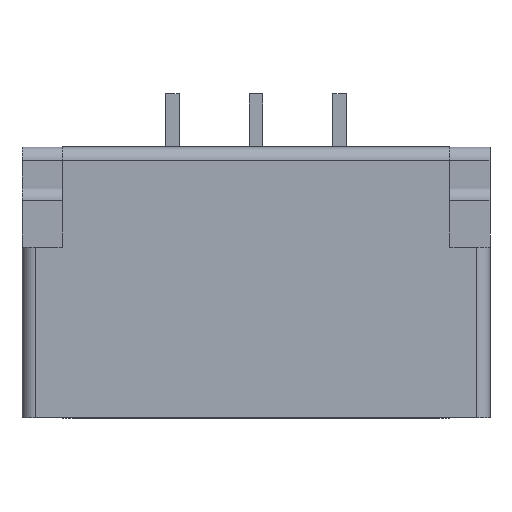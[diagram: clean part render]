
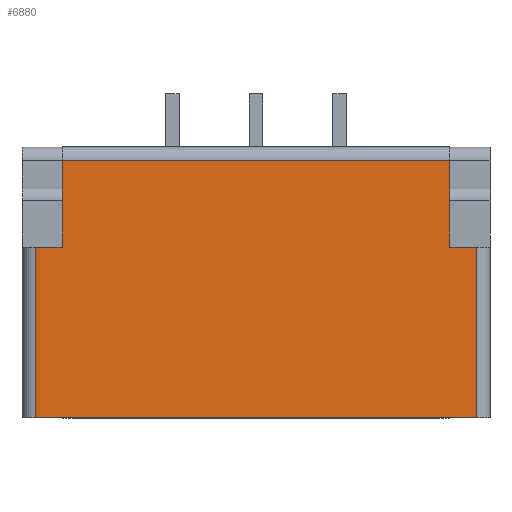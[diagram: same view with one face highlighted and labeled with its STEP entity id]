
A CAD part, top view. The second image highlights one B-rep face of the part: STEP entity #6880.
In plain terms, the highlighted planar face has unit normal (0, 0, 1).
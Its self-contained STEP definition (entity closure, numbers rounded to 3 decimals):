
#35 = DIRECTION ( 'NONE',  ( -1., 0., 0. ) ) ;
#193 = EDGE_CURVE ( 'NONE', #7349, #1167, #5128, .T. ) ;
#225 = ORIENTED_EDGE ( 'NONE', *, *, #3496, .T. ) ;
#311 = ORIENTED_EDGE ( 'NONE', *, *, #193, .F. ) ;
#327 = DIRECTION ( 'NONE',  ( 0., -1., 0. ) ) ;
#402 = DIRECTION ( 'NONE',  ( 0., -1., 0. ) ) ;
#636 = CARTESIAN_POINT ( 'NONE',  ( -2.9, 1.825, 4.25 ) ) ;
#738 = EDGE_CURVE ( 'NONE', #7255, #4437, #5947, .T. ) ;
#878 = LINE ( 'NONE', #9306, #3126 ) ;
#1167 = VERTEX_POINT ( 'NONE', #6487 ) ;
#1390 = VECTOR ( 'NONE', #327, 1000. ) ;
#1408 = EDGE_CURVE ( 'NONE', #1964, #7255, #4770, .T. ) ;
#1479 = VECTOR ( 'NONE', #8180, 1000. ) ;
#1590 = CARTESIAN_POINT ( 'NONE',  ( 3.3, 0.525, 4.25 ) ) ;
#1735 = ORIENTED_EDGE ( 'NONE', *, *, #6644, .T. ) ;
#1761 = CARTESIAN_POINT ( 'NONE',  ( 2.9, 0.525, 4.25 ) ) ;
#1796 = CARTESIAN_POINT ( 'NONE',  ( -2.9, 0.525, 4.25 ) ) ;
#1947 = DIRECTION ( 'NONE',  ( -1., 0., 0. ) ) ;
#1964 = VERTEX_POINT ( 'NONE', #5124 ) ;
#2084 = CARTESIAN_POINT ( 'NONE',  ( -3.5, -2.025, 4.25 ) ) ;
#2445 = VECTOR ( 'NONE', #10283, 1000. ) ;
#2532 = CARTESIAN_POINT ( 'NONE',  ( 0., 0., 4.25 ) ) ;
#2542 = CARTESIAN_POINT ( 'NONE',  ( -3.3, -2.025, 4.25 ) ) ;
#2724 = CARTESIAN_POINT ( 'NONE',  ( -3.3, -2.025, 4.25 ) ) ;
#2787 = VECTOR ( 'NONE', #1947, 1000. ) ;
#3112 = VERTEX_POINT ( 'NONE', #636 ) ;
#3126 = VECTOR ( 'NONE', #35, 1000. ) ;
#3496 = EDGE_CURVE ( 'NONE', #4437, #1167, #7197, .T. ) ;
#3894 = VERTEX_POINT ( 'NONE', #1796 ) ;
#4367 = EDGE_CURVE ( 'NONE', #3894, #1964, #878, .T. ) ;
#4437 = VERTEX_POINT ( 'NONE', #11368 ) ;
#4687 = ORIENTED_EDGE ( 'NONE', *, *, #1408, .T. ) ;
#4770 = LINE ( 'NONE', #2724, #11571 ) ;
#5124 = CARTESIAN_POINT ( 'NONE',  ( -3.3, 0.525, 4.25 ) ) ;
#5128 = LINE ( 'NONE', #9233, #2445 ) ;
#5332 = ORIENTED_EDGE ( 'NONE', *, *, #738, .T. ) ;
#5489 = DIRECTION ( 'NONE',  ( 0., -1., 0. ) ) ;
#5947 = LINE ( 'NONE', #2084, #9544 ) ;
#5974 = CARTESIAN_POINT ( 'NONE',  ( -2.9, 0., 4.25 ) ) ;
#6026 = VERTEX_POINT ( 'NONE', #11542 ) ;
#6334 = ORIENTED_EDGE ( 'NONE', *, *, #10811, .F. ) ;
#6430 = VECTOR ( 'NONE', #402, 1000. ) ;
#6487 = CARTESIAN_POINT ( 'NONE',  ( 3.3, 0.525, 4.25 ) ) ;
#6644 = EDGE_CURVE ( 'NONE', #3112, #3894, #11609, .T. ) ;
#6880 = ADVANCED_FACE ( 'NONE', ( #10876 ), #7963, .T. ) ;
#7157 = DIRECTION ( 'NONE',  ( 1., 0., 0. ) ) ;
#7197 = LINE ( 'NONE', #1590, #1479 ) ;
#7255 = VERTEX_POINT ( 'NONE', #2542 ) ;
#7349 = VERTEX_POINT ( 'NONE', #1761 ) ;
#7606 = EDGE_LOOP ( 'NONE', ( #6334, #9646, #1735, #9041, #4687, #5332, #225, #311 ) ) ;
#7742 = LINE ( 'NONE', #9794, #6430 ) ;
#7944 = AXIS2_PLACEMENT_3D ( 'NONE', #2532, #10862, #7157 ) ;
#7963 = PLANE ( 'NONE',  #7944 ) ;
#8180 = DIRECTION ( 'NONE',  ( 0., 1., 0. ) ) ;
#8441 = CARTESIAN_POINT ( 'NONE',  ( -2.9, 1.825, 4.25 ) ) ;
#9041 = ORIENTED_EDGE ( 'NONE', *, *, #4367, .T. ) ;
#9233 = CARTESIAN_POINT ( 'NONE',  ( 2.9, 0.525, 4.25 ) ) ;
#9306 = CARTESIAN_POINT ( 'NONE',  ( -2.9, 0.525, 4.25 ) ) ;
#9544 = VECTOR ( 'NONE', #9591, 1000. ) ;
#9591 = DIRECTION ( 'NONE',  ( 1., 0., 0. ) ) ;
#9646 = ORIENTED_EDGE ( 'NONE', *, *, #10455, .T. ) ;
#9794 = CARTESIAN_POINT ( 'NONE',  ( 2.9, 0., 4.25 ) ) ;
#10283 = DIRECTION ( 'NONE',  ( 1., 0., 0. ) ) ;
#10455 = EDGE_CURVE ( 'NONE', #6026, #3112, #10916, .T. ) ;
#10811 = EDGE_CURVE ( 'NONE', #6026, #7349, #7742, .T. ) ;
#10862 = DIRECTION ( 'NONE',  ( 0., 0., 1. ) ) ;
#10876 = FACE_OUTER_BOUND ( 'NONE', #7606, .T. ) ;
#10916 = LINE ( 'NONE', #8441, #2787 ) ;
#11368 = CARTESIAN_POINT ( 'NONE',  ( 3.3, -2.025, 4.25 ) ) ;
#11542 = CARTESIAN_POINT ( 'NONE',  ( 2.9, 1.825, 4.25 ) ) ;
#11571 = VECTOR ( 'NONE', #5489, 1000. ) ;
#11609 = LINE ( 'NONE', #5974, #1390 ) ;
